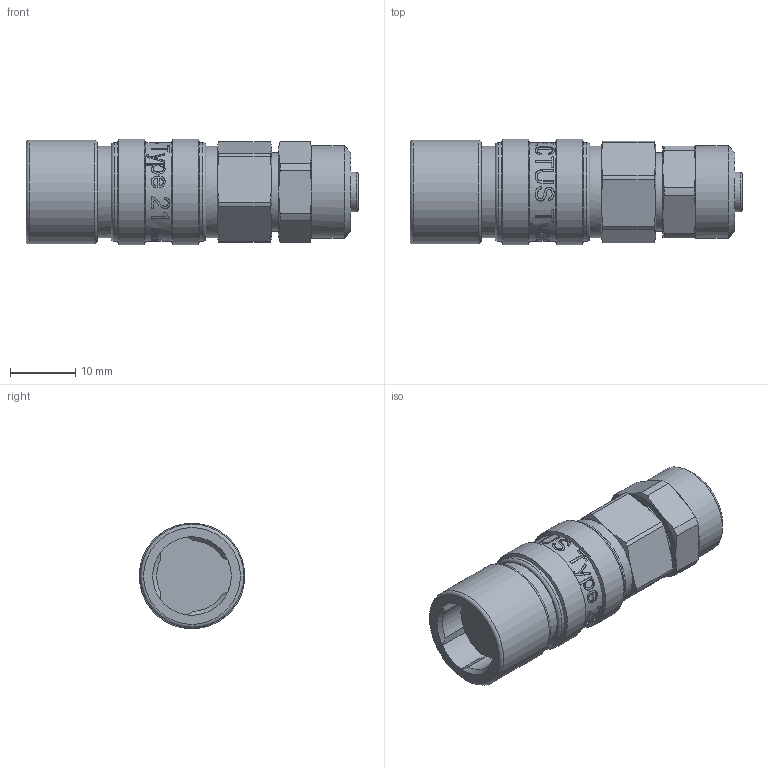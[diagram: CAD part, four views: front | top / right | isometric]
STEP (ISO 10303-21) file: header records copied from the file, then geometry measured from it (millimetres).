
FILE_DESCRIPTION(/* description */ (''),/* implementation_level */ '2;1');
FILE_NAME(/* name */ '21kako08mpn3.stp',/* time_stamp */ '2017-08-08T14:27:06+02:00',/* author */ ('IA176480'),/* organization */ (''),/* preprocessor_version */ 'ST-DEVELOPER v16.5',/* originating_system */ 'Autodesk Inventor 2017',/* authorisation */ '');
FILE_SCHEMA (('AUTOMOTIVE_DESIGN { 1 0 10303 214 3 1 1 }'));
Products named in the file (1): 21KAKO08MPN3
Bounding box: 50.74 x 16.14 x 16.14 mm (x, y, z)
Volume: 7592.3 mm3; surface area: 4886.8 mm2
Topology: 1 solids, 3 shells, 489 faces, 1269 edges, 832 vertices
Faces by surface type: bspline 178, plane 177, cylinder 79, cone 47, torus 8
Full cylindrical faces by diameter (mm): 6.05 x1, 6.7 x1, 8.25 x1, 10.6 x1, 11.4 x1, 12 x4, 12.15 x1, 14 x4, 14.15 x1, 15.1 x3, 15.8 x1, 16.15 x2
Entity records: 57363 total; most frequent: CARTESIAN_POINT 46219, ORIENTED_EDGE 2394, DIRECTION 1758, EDGE_CURVE 1197, VERTEX_POINT 811, AXIS2_PLACEMENT_3D 625, EDGE_LOOP 588, LINE 508
